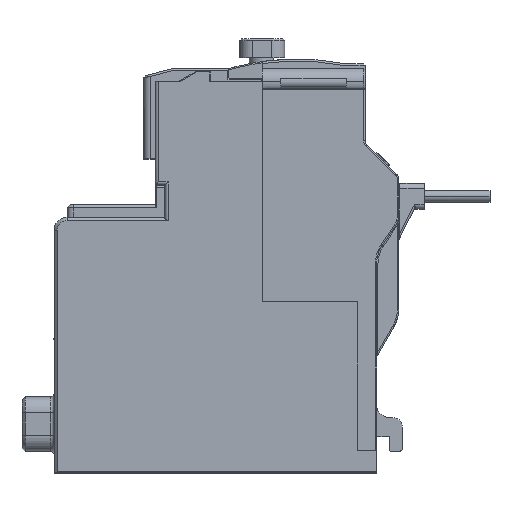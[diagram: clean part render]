
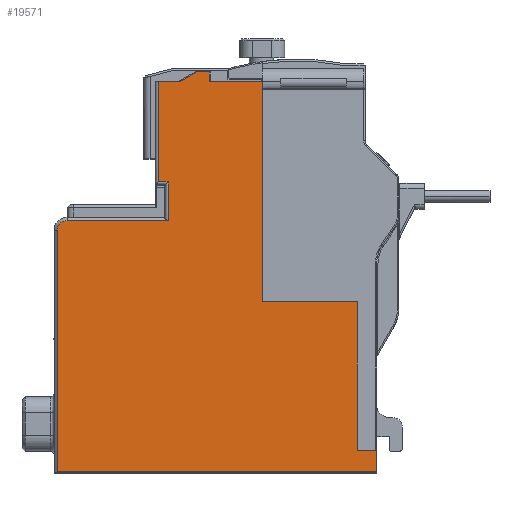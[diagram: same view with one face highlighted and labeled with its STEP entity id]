
A CAD part, top view. The second image highlights one B-rep face of the part: STEP entity #19571.
In plain terms, the highlighted planar face has unit normal (0, 0, 1).
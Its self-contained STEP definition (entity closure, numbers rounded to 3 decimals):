
#4622=DIRECTION('',(0.,1.,0.));
#4623=VECTOR('',#4622,37.5);
#4624=CARTESIAN_POINT('',(0.5,0.2,44.));
#4625=LINE('',#4624,#4623);
#4639=DIRECTION('',(1.,0.,0.));
#4640=VECTOR('',#4639,15.7);
#4641=CARTESIAN_POINT('',(2.,39.2,44.));
#4642=LINE('',#4641,#4640);
#4647=CARTESIAN_POINT('',(2.,37.7,44.));
#4648=DIRECTION('',(0.,0.,1.));
#4649=DIRECTION('',(0.,1.,0.));
#4650=AXIS2_PLACEMENT_3D('',#4647,#4648,#4649);
#4652=DIRECTION('',(-0.857,-0.514,0.));
#4653=VECTOR('',#4652,2.915);
#4654=CARTESIAN_POINT('',(22.1,62.3,44.));
#4655=LINE('',#4654,#4653);
#4676=DIRECTION('',(0.,1.,0.));
#4677=VECTOR('',#4676,6.);
#4678=CARTESIAN_POINT('',(17.7,39.2,44.));
#4679=LINE('',#4678,#4677);
#5701=DIRECTION('',(0.,-1.,0.));
#5702=VECTOR('',#5701,3.3);
#5703=CARTESIAN_POINT('',(50.1,3.5,44.));
#5704=LINE('',#5703,#5702);
#5729=DIRECTION('',(1.,0.,0.));
#5730=VECTOR('',#5729,3.05);
#5731=CARTESIAN_POINT('',(47.05,3.5,44.));
#5732=LINE('',#5731,#5730);
#5737=DIRECTION('',(0.,-1.,0.));
#5738=VECTOR('',#5737,23.1);
#5739=CARTESIAN_POINT('',(47.05,26.6,44.));
#5740=LINE('',#5739,#5738);
#5761=DIRECTION('',(1.,0.,0.));
#5762=VECTOR('',#5761,14.75);
#5763=CARTESIAN_POINT('',(32.3,26.6,44.));
#5764=LINE('',#5763,#5762);
#5825=DIRECTION('',(0.,-1.,0.));
#5826=VECTOR('',#5825,34.2);
#5827=CARTESIAN_POINT('',(32.3,60.8,44.));
#5828=LINE('',#5827,#5826);
#6014=DIRECTION('',(1.,0.,0.));
#6015=VECTOR('',#6014,8.2);
#6016=CARTESIAN_POINT('',(24.1,60.8,44.));
#6017=LINE('',#6016,#6015);
#14032=DIRECTION('',(-1.,0.,0.));
#14033=VECTOR('',#14032,49.6);
#14034=CARTESIAN_POINT('',(50.1,0.2,44.));
#14035=LINE('',#14034,#14033);
#14645=DIRECTION('',(-1.,0.,0.));
#14646=VECTOR('',#14645,1.5);
#14647=CARTESIAN_POINT('',(17.7,45.2,44.));
#14648=LINE('',#14647,#14646);
#14653=DIRECTION('',(0.,1.,0.));
#14654=VECTOR('',#14653,15.6);
#14655=CARTESIAN_POINT('',(16.2,45.2,44.));
#14656=LINE('',#14655,#14654);
#14682=DIRECTION('',(1.,0.,0.));
#14683=VECTOR('',#14682,3.4);
#14684=CARTESIAN_POINT('',(16.2,60.8,44.));
#14685=LINE('',#14684,#14683);
#14703=DIRECTION('',(1.,0.,0.));
#14704=VECTOR('',#14703,2.);
#14705=CARTESIAN_POINT('',(22.1,62.3,44.));
#14706=LINE('',#14705,#14704);
#14715=DIRECTION('',(0.,-1.,0.));
#14716=VECTOR('',#14715,1.5);
#14717=CARTESIAN_POINT('',(24.1,62.3,44.));
#14718=LINE('',#14717,#14716);
#16241=CARTESIAN_POINT('',(24.1,60.8,44.));
#16242=VERTEX_POINT('',#16241);
#16243=CARTESIAN_POINT('',(32.3,60.8,44.));
#16244=VERTEX_POINT('',#16243);
#16793=CARTESIAN_POINT('',(47.05,3.5,44.));
#16794=VERTEX_POINT('',#16793);
#16799=CARTESIAN_POINT('',(47.05,26.6,44.));
#16800=VERTEX_POINT('',#16799);
#17892=CARTESIAN_POINT('',(16.2,60.8,44.));
#17893=VERTEX_POINT('',#17892);
#17894=CARTESIAN_POINT('',(19.6,60.8,44.));
#17895=VERTEX_POINT('',#17894);
#18166=CARTESIAN_POINT('',(32.3,26.6,44.));
#18167=VERTEX_POINT('',#18166);
#18176=CARTESIAN_POINT('',(22.1,62.3,44.));
#18177=VERTEX_POINT('',#18176);
#18178=CARTESIAN_POINT('',(16.2,45.2,44.));
#18179=VERTEX_POINT('',#18178);
#18180=CARTESIAN_POINT('',(17.7,45.2,44.));
#18181=VERTEX_POINT('',#18180);
#18182=CARTESIAN_POINT('',(50.1,3.5,44.));
#18183=CARTESIAN_POINT('',(50.1,0.2,44.));
#18184=VERTEX_POINT('',#18182);
#18185=VERTEX_POINT('',#18183);
#18186=CARTESIAN_POINT('',(24.1,62.3,44.));
#18187=VERTEX_POINT('',#18186);
#18188=CARTESIAN_POINT('',(0.5,0.2,44.));
#18189=CARTESIAN_POINT('',(0.5,37.7,44.));
#18190=VERTEX_POINT('',#18188);
#18191=VERTEX_POINT('',#18189);
#18210=CARTESIAN_POINT('',(17.7,39.2,44.));
#18211=VERTEX_POINT('',#18210);
#18212=CARTESIAN_POINT('',(2.,39.2,44.));
#18213=VERTEX_POINT('',#18212);
#19533=CARTESIAN_POINT('',(0.,39.7,44.));
#19534=DIRECTION('',(0.,0.,-1.));
#19535=DIRECTION('',(-1.,0.,0.));
#19536=AXIS2_PLACEMENT_3D('',#19533,#19534,#19535);
#19537=PLANE('',#19536);
#19538=ORIENTED_EDGE('',*,*,#19493,.T.);
#19539=ORIENTED_EDGE('',*,*,#19510,.F.);
#19540=ORIENTED_EDGE('',*,*,#19523,.T.);
#19542=ORIENTED_EDGE('',*,*,#19541,.T.);
#19544=ORIENTED_EDGE('',*,*,#19543,.T.);
#19546=ORIENTED_EDGE('',*,*,#19545,.T.);
#19548=ORIENTED_EDGE('',*,*,#19547,.T.);
#19550=ORIENTED_EDGE('',*,*,#19549,.F.);
#19552=ORIENTED_EDGE('',*,*,#19551,.T.);
#19554=ORIENTED_EDGE('',*,*,#19553,.T.);
#19556=ORIENTED_EDGE('',*,*,#19555,.T.);
#19558=ORIENTED_EDGE('',*,*,#19557,.T.);
#19560=ORIENTED_EDGE('',*,*,#19559,.T.);
#19562=ORIENTED_EDGE('',*,*,#19561,.T.);
#19564=ORIENTED_EDGE('',*,*,#19563,.T.);
#19566=ORIENTED_EDGE('',*,*,#19565,.T.);
#19568=ORIENTED_EDGE('',*,*,#19567,.T.);
#19569=EDGE_LOOP('',(#19538,#19539,#19540,#19542,#19544,#19546,#19548,#19550,
#19552,#19554,#19556,#19558,#19560,#19562,#19564,#19566,#19568));
#19570=FACE_OUTER_BOUND('',#19569,.F.);
#4651=CIRCLE('',#4650,1.5);
#19493=EDGE_CURVE('',#18190,#18191,#4625,.T.);
#19510=EDGE_CURVE('',#18213,#18191,#4651,.T.);
#19523=EDGE_CURVE('',#18213,#18211,#4642,.T.);
#19541=EDGE_CURVE('',#18211,#18181,#4679,.T.);
#19543=EDGE_CURVE('',#18181,#18179,#14648,.T.);
#19545=EDGE_CURVE('',#18179,#17893,#14656,.T.);
#19547=EDGE_CURVE('',#17893,#17895,#14685,.T.);
#19549=EDGE_CURVE('',#18177,#17895,#4655,.T.);
#19551=EDGE_CURVE('',#18177,#18187,#14706,.T.);
#19553=EDGE_CURVE('',#18187,#16242,#14718,.T.);
#19555=EDGE_CURVE('',#16242,#16244,#6017,.T.);
#19557=EDGE_CURVE('',#16244,#18167,#5828,.T.);
#19559=EDGE_CURVE('',#18167,#16800,#5764,.T.);
#19561=EDGE_CURVE('',#16800,#16794,#5740,.T.);
#19563=EDGE_CURVE('',#16794,#18184,#5732,.T.);
#19565=EDGE_CURVE('',#18184,#18185,#5704,.T.);
#19567=EDGE_CURVE('',#18185,#18190,#14035,.T.);
#19571=ADVANCED_FACE('',(#19570),#19537,.F.);
